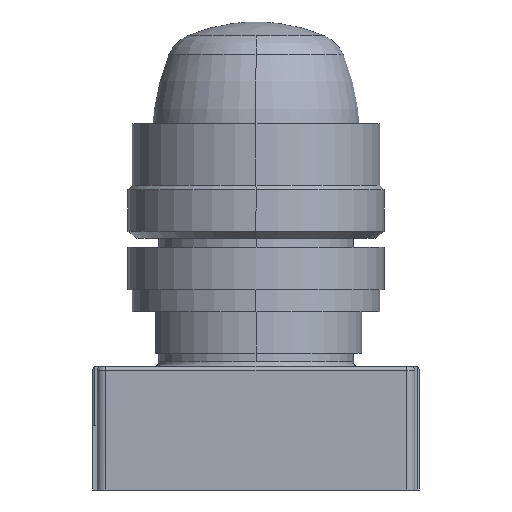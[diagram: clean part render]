
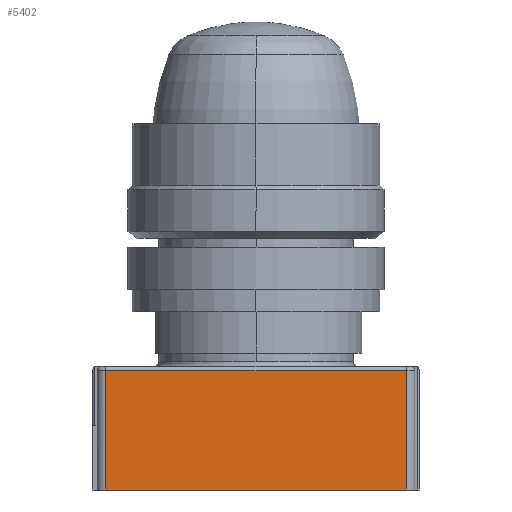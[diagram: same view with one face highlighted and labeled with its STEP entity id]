
A CAD part, left-side view. The second image highlights one B-rep face of the part: STEP entity #5402.
In plain terms, the highlighted planar face has unit normal (-1, 0, 0).
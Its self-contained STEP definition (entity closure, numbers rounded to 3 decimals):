
#168 = CARTESIAN_POINT ( 'NONE',  ( -14.8, 0., 13.5 ) ) ;
#246 = LINE ( 'NONE', #4403, #9989 ) ;
#330 = ORIENTED_EDGE ( 'NONE', *, *, #12267, .T. ) ;
#432 = CARTESIAN_POINT ( 'NONE',  ( -14.8, 17., 13.5 ) ) ;
#519 = VERTEX_POINT ( 'NONE', #432 ) ;
#848 = EDGE_CURVE ( 'NONE', #4208, #7593, #13303, .T. ) ;
#2931 = DIRECTION ( 'NONE',  ( 0., 0., 1. ) ) ;
#3204 = DIRECTION ( 'NONE',  ( -1., 0., 0. ) ) ;
#3366 = EDGE_CURVE ( 'NONE', #519, #4208, #246, .T. ) ;
#3963 = CARTESIAN_POINT ( 'NONE',  ( -14.8, -0.25, 0. ) ) ;
#4169 = EDGE_LOOP ( 'NONE', ( #4552, #330, #12234, #12162 ) ) ;
#4208 = VERTEX_POINT ( 'NONE', #8684 ) ;
#4219 = FACE_OUTER_BOUND ( 'NONE', #4169, .T. ) ;
#4319 = DIRECTION ( 'NONE',  ( 0., 1., 0. ) ) ;
#4403 = CARTESIAN_POINT ( 'NONE',  ( -14.8, 17., 6.75 ) ) ;
#4552 = ORIENTED_EDGE ( 'NONE', *, *, #848, .T. ) ;
#5138 = VECTOR ( 'NONE', #2931, 1000. ) ;
#5402 = ADVANCED_FACE ( 'NONE', ( #4219 ), #8371, .T. ) ;
#7030 = CARTESIAN_POINT ( 'NONE',  ( -14.8, -17., 13.5 ) ) ;
#7351 = DIRECTION ( 'NONE',  ( 0., -1., 0. ) ) ;
#7483 = VECTOR ( 'NONE', #4319, 1000. ) ;
#7593 = VERTEX_POINT ( 'NONE', #11315 ) ;
#7726 = EDGE_CURVE ( 'NONE', #13081, #519, #9493, .T. ) ;
#8095 = LINE ( 'NONE', #12260, #5138 ) ;
#8118 = DIRECTION ( 'NONE',  ( 0., -1., 0. ) ) ;
#8371 = PLANE ( 'NONE',  #12887 ) ;
#8551 = DIRECTION ( 'NONE',  ( 0., 0., -1. ) ) ;
#8684 = CARTESIAN_POINT ( 'NONE',  ( -14.8, 17., 0. ) ) ;
#9493 = LINE ( 'NONE', #168, #7483 ) ;
#9989 = VECTOR ( 'NONE', #8551, 1000. ) ;
#11315 = CARTESIAN_POINT ( 'NONE',  ( -14.8, -17., 0. ) ) ;
#12162 = ORIENTED_EDGE ( 'NONE', *, *, #3366, .T. ) ;
#12234 = ORIENTED_EDGE ( 'NONE', *, *, #7726, .T. ) ;
#12260 = CARTESIAN_POINT ( 'NONE',  ( -14.8, -17., 6.75 ) ) ;
#12267 = EDGE_CURVE ( 'NONE', #7593, #13081, #8095, .T. ) ;
#12538 = CARTESIAN_POINT ( 'NONE',  ( -14.8, 17., 0. ) ) ;
#12887 = AXIS2_PLACEMENT_3D ( 'NONE', #12538, #3204, #7351 ) ;
#13081 = VERTEX_POINT ( 'NONE', #7030 ) ;
#13303 = LINE ( 'NONE', #3963, #13326 ) ;
#13326 = VECTOR ( 'NONE', #8118, 1000. ) ;
